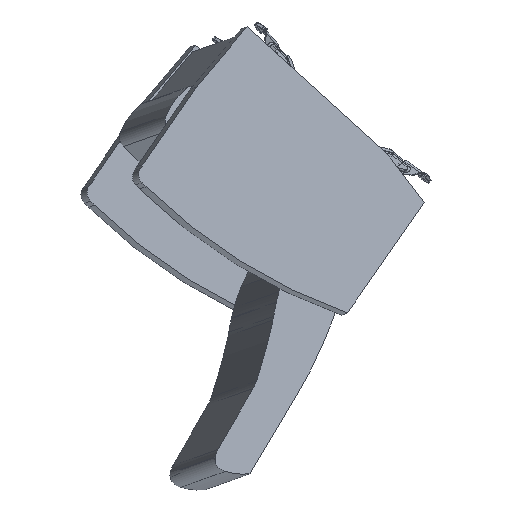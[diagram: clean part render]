
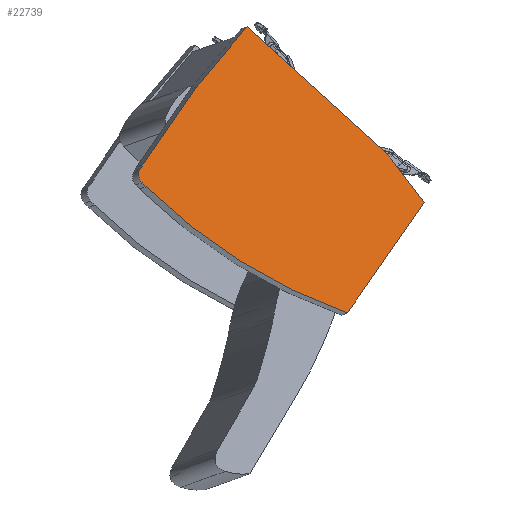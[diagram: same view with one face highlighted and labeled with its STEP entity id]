
A CAD part, left-side view. The second image highlights one B-rep face of the part: STEP entity #22739.
In plain terms, the highlighted face is planar.
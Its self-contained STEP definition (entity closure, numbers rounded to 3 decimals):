
#2483=CIRCLE('',#25213,1.25);
#2485=CIRCLE('',#25216,60.25);
#2487=CIRCLE('',#25219,60.25);
#2489=CIRCLE('',#25225,3.);
#3437=PLANE('',#25228);
#4651=FACE_OUTER_BOUND('',#5896,.T.);
#5896=EDGE_LOOP('',(#21338,#21339,#21340,#21341,#21342,#21343,#21344,#21345,
#21346,#21347,#21348));
#7484=LINE('',#46949,#9106);
#7488=LINE('',#46957,#9110);
#7491=LINE('',#46963,#9113);
#7494=LINE('',#46969,#9116);
#7500=LINE('',#46993,#9122);
#7503=LINE('',#46999,#9125);
#7506=LINE('',#47005,#9128);
#9106=VECTOR('',#31496,0.394);
#9110=VECTOR('',#31502,0.394);
#9113=VECTOR('',#31507,0.394);
#9116=VECTOR('',#31512,0.394);
#9122=VECTOR('',#31538,0.394);
#9125=VECTOR('',#31543,0.394);
#9128=VECTOR('',#31548,0.394);
#11686=VERTEX_POINT('',#46947);
#11687=VERTEX_POINT('',#46948);
#11690=VERTEX_POINT('',#46956);
#11692=VERTEX_POINT('',#46962);
#11694=VERTEX_POINT('',#46968);
#11696=VERTEX_POINT('',#46974);
#11698=VERTEX_POINT('',#46980);
#11700=VERTEX_POINT('',#46986);
#11702=VERTEX_POINT('',#46992);
#11704=VERTEX_POINT('',#46998);
#11706=VERTEX_POINT('',#47004);
#14897=EDGE_CURVE('',#11686,#11687,#7484,.T.);
#14901=EDGE_CURVE('',#11687,#11690,#7488,.T.);
#14904=EDGE_CURVE('',#11690,#11692,#7491,.T.);
#14907=EDGE_CURVE('',#11692,#11694,#7494,.T.);
#14910=EDGE_CURVE('',#11694,#11696,#2483,.T.);
#14913=EDGE_CURVE('',#11696,#11698,#2485,.T.);
#14916=EDGE_CURVE('',#11698,#11700,#2487,.T.);
#14919=EDGE_CURVE('',#11700,#11702,#7500,.T.);
#14922=EDGE_CURVE('',#11702,#11704,#7503,.T.);
#14925=EDGE_CURVE('',#11704,#11706,#7506,.T.);
#14928=EDGE_CURVE('',#11706,#11686,#2489,.T.);
#21338=ORIENTED_EDGE('',*,*,#14897,.T.);
#21339=ORIENTED_EDGE('',*,*,#14901,.T.);
#21340=ORIENTED_EDGE('',*,*,#14904,.T.);
#21341=ORIENTED_EDGE('',*,*,#14907,.T.);
#21342=ORIENTED_EDGE('',*,*,#14910,.T.);
#21343=ORIENTED_EDGE('',*,*,#14913,.T.);
#21344=ORIENTED_EDGE('',*,*,#14916,.T.);
#21345=ORIENTED_EDGE('',*,*,#14919,.T.);
#21346=ORIENTED_EDGE('',*,*,#14922,.T.);
#21347=ORIENTED_EDGE('',*,*,#14925,.T.);
#21348=ORIENTED_EDGE('',*,*,#14928,.T.);
#22739=ADVANCED_FACE('',(#4651),#3437,.T.);
#25213=AXIS2_PLACEMENT_3D('',#46975,#31517,#31518);
#25216=AXIS2_PLACEMENT_3D('',#46981,#31524,#31525);
#25219=AXIS2_PLACEMENT_3D('',#46987,#31531,#31532);
#25225=AXIS2_PLACEMENT_3D('',#47010,#31553,#31554);
#25228=AXIS2_PLACEMENT_3D('',#47013,#31559,#31560);
#31496=DIRECTION('',(1.,0.001,0.));
#31502=DIRECTION('',(-0.014,1.,0.));
#31507=DIRECTION('',(-0.11,0.994,0.));
#31512=DIRECTION('',(-0.106,0.994,0.));
#31517=DIRECTION('center_axis',(0.,0.,1.));
#31518=DIRECTION('ref_axis',(-0.988,-0.154,0.));
#31524=DIRECTION('center_axis',(0.,0.,1.));
#31525=DIRECTION('ref_axis',(-0.055,-0.998,0.));
#31531=DIRECTION('center_axis',(0.,0.,1.));
#31532=DIRECTION('ref_axis',(-0.04,-0.999,0.));
#31538=DIRECTION('',(0.106,-0.994,0.));
#31543=DIRECTION('',(0.106,-0.994,0.));
#31548=DIRECTION('',(0.983,-0.184,0.));
#31553=DIRECTION('center_axis',(0.,0.,1.));
#31554=DIRECTION('ref_axis',(0.184,0.983,0.));
#31559=DIRECTION('center_axis',(0.,0.,1.));
#31560=DIRECTION('ref_axis',(1.,0.,0.));
#46947=CARTESIAN_POINT('',(12.578,-30.83,3.));
#46948=CARTESIAN_POINT('',(33.501,-30.818,3.));
#46949=CARTESIAN_POINT('',(25.754,-30.822,3.));
#46956=CARTESIAN_POINT('',(33.38,-21.968,3.));
#46957=CARTESIAN_POINT('',(33.352,-19.88,3.));
#46962=CARTESIAN_POINT('',(32.223,-11.504,3.));
#46963=CARTESIAN_POINT('',(32.492,-13.936,3.));
#46968=CARTESIAN_POINT('',(32.169,-10.998,3.));
#46969=CARTESIAN_POINT('',(32.459,-13.713,3.));
#46974=CARTESIAN_POINT('',(30.995,-9.942,3.));
#46975=CARTESIAN_POINT('Origin',(30.934,-11.19,3.));
#46980=CARTESIAN_POINT('',(30.374,-9.911,3.));
#46981=CARTESIAN_POINT('Origin',(27.682,-70.101,3.));
#46986=CARTESIAN_POINT('',(4.41,-14.669,3.));
#46987=CARTESIAN_POINT('Origin',(27.989,-70.114,3.));
#46992=CARTESIAN_POINT('',(4.582,-16.282,3.));
#46993=CARTESIAN_POINT('',(4.748,-17.839,3.));
#46998=CARTESIAN_POINT('',(6.009,-29.65,3.));
#46999=CARTESIAN_POINT('',(5.462,-24.523,3.));
#47004=CARTESIAN_POINT('',(12.022,-30.778,3.));
#47005=CARTESIAN_POINT('',(13.752,-31.103,3.));
#47010=CARTESIAN_POINT('Origin',(12.575,-27.83,3.));
#47013=CARTESIAN_POINT('Origin',(18.,-18.,3.));
